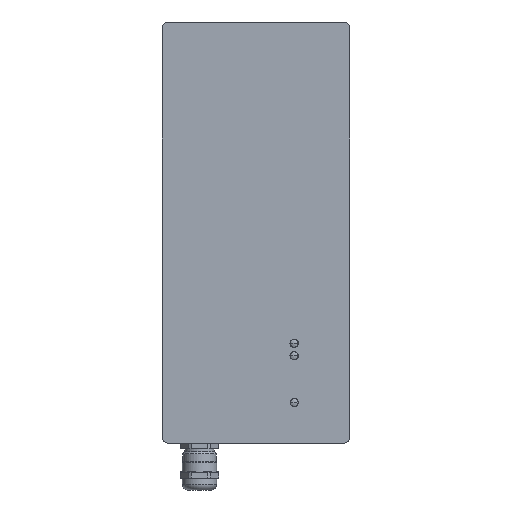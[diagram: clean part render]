
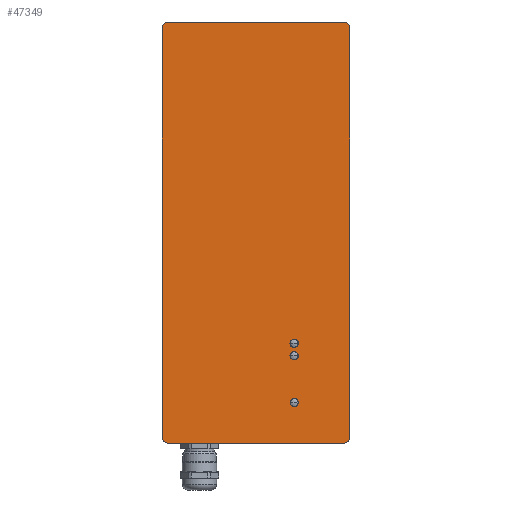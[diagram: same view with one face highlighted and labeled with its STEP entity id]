
A CAD part, front view. The second image highlights one B-rep face of the part: STEP entity #47349.
In plain terms, the highlighted planar face has unit normal (0, -1, 0).
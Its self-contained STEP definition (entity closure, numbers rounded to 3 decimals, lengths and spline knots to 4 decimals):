
#445=FACE_BOUND('',#5462,.T.);
#446=FACE_BOUND('',#5463,.T.);
#447=FACE_BOUND('',#5464,.T.);
#3042=FACE_OUTER_BOUND('',#5461,.T.);
#5461=EDGE_LOOP('',(#35999,#36000,#36001,#36002,#36003,#36004,#36005,#36006));
#5462=EDGE_LOOP('',(#36007));
#5463=EDGE_LOOP('',(#36008));
#5464=EDGE_LOOP('',(#36009));
#7294=CIRCLE('',#50388,0.0675);
#7295=CIRCLE('',#50391,0.0675);
#7298=CIRCLE('',#50396,0.0675);
#7313=CIRCLE('',#50425,0.093);
#7315=CIRCLE('',#50429,0.093);
#7317=CIRCLE('',#50433,0.093);
#7319=CIRCLE('',#50437,0.093);
#10493=LINE('',#71411,#15727);
#10532=LINE('',#71557,#15766);
#10536=LINE('',#71569,#15770);
#10540=LINE('',#71581,#15774);
#15727=VECTOR('',#58152,0.3937);
#15766=VECTOR('',#58333,0.3937);
#15770=VECTOR('',#58345,0.3937);
#15774=VECTOR('',#58357,0.3937);
#20459=VERTEX_POINT('',#71409);
#20460=VERTEX_POINT('',#71410);
#20482=VERTEX_POINT('',#71492);
#20483=VERTEX_POINT('',#71498);
#20486=VERTEX_POINT('',#71507);
#20494=VERTEX_POINT('',#71550);
#20496=VERTEX_POINT('',#71556);
#20498=VERTEX_POINT('',#71562);
#20500=VERTEX_POINT('',#71568);
#20502=VERTEX_POINT('',#71574);
#20504=VERTEX_POINT('',#71580);
#26044=EDGE_CURVE('',#20459,#20460,#10493,.T.);
#26084=EDGE_CURVE('',#20482,#20482,#7294,.T.);
#26087=EDGE_CURVE('',#20483,#20483,#7295,.T.);
#26091=EDGE_CURVE('',#20486,#20486,#7298,.T.);
#26112=EDGE_CURVE('',#20494,#20459,#7313,.T.);
#26115=EDGE_CURVE('',#20496,#20494,#10532,.T.);
#26118=EDGE_CURVE('',#20498,#20496,#7315,.T.);
#26121=EDGE_CURVE('',#20500,#20498,#10536,.T.);
#26124=EDGE_CURVE('',#20502,#20500,#7317,.T.);
#26127=EDGE_CURVE('',#20504,#20502,#10540,.T.);
#26130=EDGE_CURVE('',#20460,#20504,#7319,.T.);
#35999=ORIENTED_EDGE('',*,*,#26130,.F.);
#36000=ORIENTED_EDGE('',*,*,#26044,.F.);
#36001=ORIENTED_EDGE('',*,*,#26112,.F.);
#36002=ORIENTED_EDGE('',*,*,#26115,.F.);
#36003=ORIENTED_EDGE('',*,*,#26118,.F.);
#36004=ORIENTED_EDGE('',*,*,#26121,.F.);
#36005=ORIENTED_EDGE('',*,*,#26124,.F.);
#36006=ORIENTED_EDGE('',*,*,#26127,.F.);
#36007=ORIENTED_EDGE('',*,*,#26091,.T.);
#36008=ORIENTED_EDGE('',*,*,#26087,.T.);
#36009=ORIENTED_EDGE('',*,*,#26084,.T.);
#43264=PLANE('',#50439);
#47349=ADVANCED_FACE('',(#3042,#445,#446,#447),#43264,.T.);
#50388=AXIS2_PLACEMENT_3D('',#71493,#58243,#58244);
#50391=AXIS2_PLACEMENT_3D('',#71499,#58251,#58252);
#50396=AXIS2_PLACEMENT_3D('',#71508,#58262,#58263);
#50425=AXIS2_PLACEMENT_3D('',#71551,#58326,#58327);
#50429=AXIS2_PLACEMENT_3D('',#71563,#58338,#58339);
#50433=AXIS2_PLACEMENT_3D('',#71575,#58350,#58351);
#50437=AXIS2_PLACEMENT_3D('',#71586,#58362,#58363);
#50439=AXIS2_PLACEMENT_3D('',#71588,#58366,#58367);
#58152=DIRECTION('',(-1.,0.,0.));
#58243=DIRECTION('center_axis',(0.,1.,0.));
#58244=DIRECTION('ref_axis',(1.,0.,0.));
#58251=DIRECTION('center_axis',(0.,1.,0.));
#58252=DIRECTION('ref_axis',(1.,0.,0.));
#58262=DIRECTION('center_axis',(0.,1.,0.));
#58263=DIRECTION('ref_axis',(1.,0.,0.));
#58326=DIRECTION('center_axis',(0.,1.,0.));
#58327=DIRECTION('ref_axis',(1.,0.,0.));
#58333=DIRECTION('',(0.,0.,-1.));
#58338=DIRECTION('center_axis',(0.,1.,0.));
#58339=DIRECTION('ref_axis',(0.,0.,1.));
#58345=DIRECTION('',(1.,0.,0.));
#58350=DIRECTION('center_axis',(0.,1.,0.));
#58351=DIRECTION('ref_axis',(-1.,0.,0.));
#58357=DIRECTION('',(0.,0.,1.));
#58362=DIRECTION('center_axis',(0.,1.,0.));
#58363=DIRECTION('ref_axis',(0.,0.,-1.));
#58366=DIRECTION('center_axis',(0.,-1.,0.));
#58367=DIRECTION('ref_axis',(1.,0.,0.));
#71409=CARTESIAN_POINT('',(1.407,0.,-3.3775));
#71410=CARTESIAN_POINT('',(-1.407,0.,-3.3775));
#71411=CARTESIAN_POINT('',(1.407,0.,-3.3775));
#71492=CARTESIAN_POINT('',(0.5445,0.,-1.9735));
#71493=CARTESIAN_POINT('Origin',(0.612,0.,-1.9735));
#71498=CARTESIAN_POINT('',(0.546,0.,-2.7236));
#71499=CARTESIAN_POINT('Origin',(0.6135,0.,-2.7236));
#71507=CARTESIAN_POINT('',(0.5445,0.,-1.7739));
#71508=CARTESIAN_POINT('Origin',(0.612,0.,-1.7739));
#71550=CARTESIAN_POINT('',(1.5,0.,-3.2845));
#71551=CARTESIAN_POINT('Origin',(1.407,0.,-3.2845));
#71556=CARTESIAN_POINT('',(1.5,0.,3.2845));
#71557=CARTESIAN_POINT('',(1.5,0.,3.2845));
#71562=CARTESIAN_POINT('',(1.407,0.,3.3775));
#71563=CARTESIAN_POINT('Origin',(1.407,0.,3.2845));
#71568=CARTESIAN_POINT('',(-1.407,0.,3.3775));
#71569=CARTESIAN_POINT('',(-1.407,0.,3.3775));
#71574=CARTESIAN_POINT('',(-1.5,0.,3.2845));
#71575=CARTESIAN_POINT('Origin',(-1.407,0.,3.2845));
#71580=CARTESIAN_POINT('',(-1.5,0.,-3.2845));
#71581=CARTESIAN_POINT('',(-1.5,0.,-3.2845));
#71586=CARTESIAN_POINT('Origin',(-1.407,0.,-3.2845));
#71588=CARTESIAN_POINT('Origin',(0.,0.,
0.8077));
